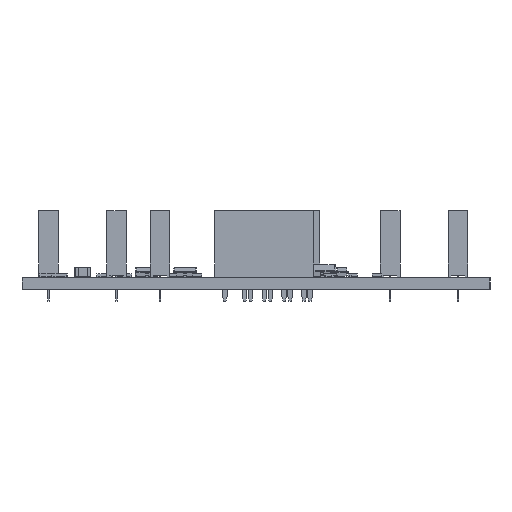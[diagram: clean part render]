
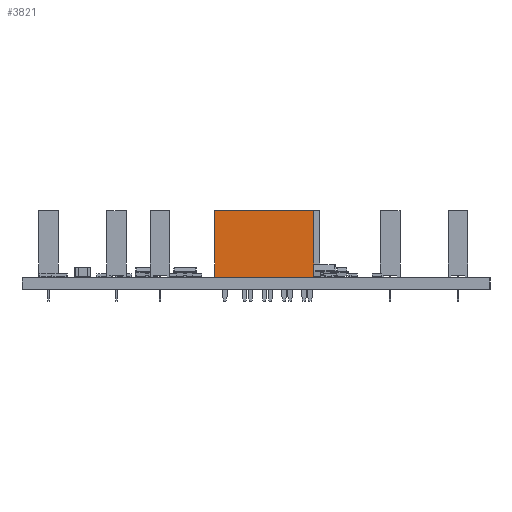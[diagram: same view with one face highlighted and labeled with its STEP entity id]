
A CAD part, left-side view. The second image highlights one B-rep face of the part: STEP entity #3821.
In plain terms, the highlighted planar face has unit normal (-1, 0, 0).
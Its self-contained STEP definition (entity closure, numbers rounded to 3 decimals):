
#3098 = VERTEX_POINT('',#3099);
#3099 = CARTESIAN_POINT('',(-1.27,-11.43,0.));
#3107 = EDGE_CURVE('',#3098,#3108,#3110,.T.);
#3108 = VERTEX_POINT('',#3109);
#3109 = CARTESIAN_POINT('',(-1.27,-11.43,8.5));
#3110 = LINE('',#3111,#3112);
#3111 = CARTESIAN_POINT('',(-1.27,-11.43,0.));
#3112 = VECTOR('',#3113,1.);
#3113 = DIRECTION('',(0.,0.,1.));
#3170 = VERTEX_POINT('',#3171);
#3171 = CARTESIAN_POINT('',(-1.27,1.27,8.5));
#3177 = EDGE_CURVE('',#3178,#3170,#3180,.T.);
#3178 = VERTEX_POINT('',#3179);
#3179 = CARTESIAN_POINT('',(-1.27,1.27,0.));
#3180 = LINE('',#3181,#3182);
#3181 = CARTESIAN_POINT('',(-1.27,1.27,0.));
#3182 = VECTOR('',#3183,1.);
#3183 = DIRECTION('',(0.,0.,1.));
#3242 = EDGE_CURVE('',#3170,#3108,#3243,.T.);
#3243 = LINE('',#3244,#3245);
#3244 = CARTESIAN_POINT('',(-1.27,1.27,8.5));
#3245 = VECTOR('',#3246,1.);
#3246 = DIRECTION('',(0.,-1.,0.));
#3435 = EDGE_CURVE('',#3178,#3098,#3436,.T.);
#3436 = LINE('',#3437,#3438);
#3437 = CARTESIAN_POINT('',(-1.27,1.27,0.));
#3438 = VECTOR('',#3439,1.);
#3439 = DIRECTION('',(0.,-1.,0.));
#3821 = ADVANCED_FACE('',(#3822),#3828,.F.);
#3822 = FACE_BOUND('',#3823,.F.);
#3823 = EDGE_LOOP('',(#3824,#3825,#3826,#3827));
#3824 = ORIENTED_EDGE('',*,*,#3177,.T.);
#3825 = ORIENTED_EDGE('',*,*,#3242,.T.);
#3826 = ORIENTED_EDGE('',*,*,#3107,.F.);
#3827 = ORIENTED_EDGE('',*,*,#3435,.F.);
#3828 = PLANE('',#3829);
#3829 = AXIS2_PLACEMENT_3D('',#3830,#3831,#3832);
#3830 = CARTESIAN_POINT('',(-1.27,1.27,0.));
#3831 = DIRECTION('',(1.,0.,0.));
#3832 = DIRECTION('',(0.,-1.,0.));
